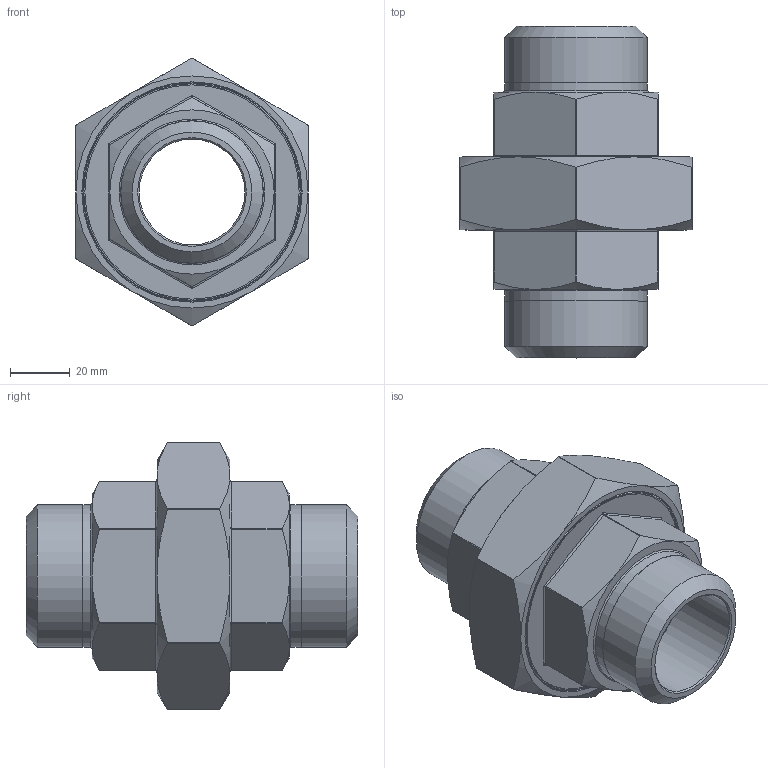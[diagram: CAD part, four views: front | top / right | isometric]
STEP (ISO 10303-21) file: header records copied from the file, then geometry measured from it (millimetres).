
FILE_DESCRIPTION(/* description */ (''),/* implementation_level */ '2;1');
FILE_NAME(/* name */ 'KI-312AGA-040 Aschl.stp',/* time_stamp */ '2018-02-01T14:09:08+01:00',/* author */ ('hochmair'),/* organization */ ('DACAPO Stainless'),/* preprocessor_version */ 'ST-DEVELOPER v16.13',/* originating_system */ 'Autodesk Inventor 2018',/* authorisation */ '');
FILE_SCHEMA (('AUTOMOTIVE_DESIGN { 1 0 10303 214 3 1 1 }'));
Length unit declared in the file: millimetre
Products named in the file (1): KI-312AGA-040
Bounding box: 78 x 111.5 x 89.97 mm (x, y, z)
Volume: 192540.5 mm3; surface area: 42024.1 mm2
Topology: 1 solids, 1 shells, 117 faces, 271 edges, 154 vertices
Faces by surface type: cylinder 40, cone 32, plane 30, bspline 12, torus 3
Full cylindrical faces by diameter (mm): 35.5 x2, 39.5 x1, 47.803 x2, 48.003 x2, 72 x1, 73.4 x1, 74 x1
Entity records: 3297 total; most frequent: CARTESIAN_POINT 882, DIRECTION 520, ORIENTED_EDGE 464, EDGE_CURVE 232, AXIS2_PLACEMENT_3D 230, EDGE_LOOP 150, VERTEX_POINT 148, FACE_OUTER_BOUND 117
